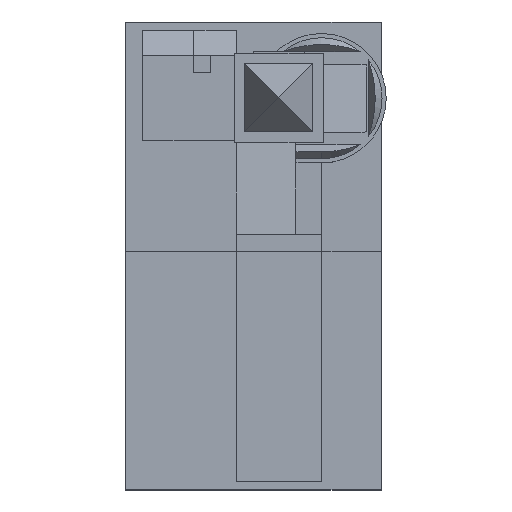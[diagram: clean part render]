
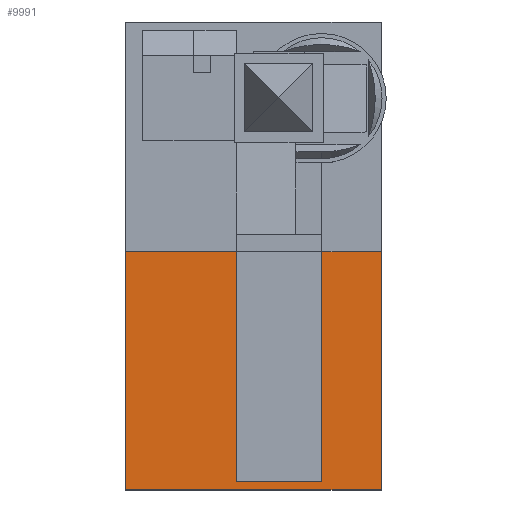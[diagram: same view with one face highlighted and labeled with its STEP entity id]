
A CAD part, top view. The second image highlights one B-rep face of the part: STEP entity #9991.
In plain terms, the highlighted planar face has unit normal (0, 0, 1).
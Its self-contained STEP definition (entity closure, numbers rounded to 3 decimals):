
#96=FACE_BOUND('',#1049,.T.);
#97=FACE_BOUND('',#1050,.T.);
#515=FACE_OUTER_BOUND('',#1048,.T.);
#1048=EDGE_LOOP('',(#8359,#8360,#8361,#8362));
#1049=EDGE_LOOP('',(#8363,#8364,#8365,#8366,#8367,#8368,#8369,#8370,#8371,
#8372,#8373,#8374,#8375));
#1050=EDGE_LOOP('',(#8376,#8377,#8378,#8379,#8380,#8381,#8382,#8383,#8384,
#8385,#8386));
#2135=LINE('',#15156,#3508);
#2142=LINE('',#15170,#3515);
#2144=LINE('',#15175,#3517);
#2148=LINE('',#15184,#3521);
#2152=LINE('',#15192,#3525);
#2155=LINE('',#15198,#3528);
#2158=LINE('',#15204,#3531);
#2161=LINE('',#15210,#3534);
#2164=LINE('',#15217,#3537);
#2168=LINE('',#15225,#3541);
#2171=LINE('',#15231,#3544);
#2174=LINE('',#15238,#3547);
#2180=LINE('',#15249,#3553);
#2190=LINE('',#15270,#3563);
#2191=LINE('',#15271,#3564);
#2194=LINE('',#15277,#3567);
#2195=LINE('',#15278,#3568);
#2196=LINE('',#15280,#3569);
#2197=LINE('',#15281,#3570);
#2198=LINE('',#15283,#3571);
#2199=LINE('',#15285,#3572);
#2200=LINE('',#15287,#3573);
#2201=LINE('',#15288,#3574);
#2202=LINE('',#15290,#3575);
#2203=LINE('',#15292,#3576);
#2204=LINE('',#15293,#3577);
#2205=LINE('',#15295,#3578);
#2206=LINE('',#15296,#3579);
#3508=VECTOR('',#12400,10.);
#3515=VECTOR('',#12411,5.);
#3517=VECTOR('',#12415,5.);
#3521=VECTOR('',#12421,5.);
#3525=VECTOR('',#12427,5.);
#3528=VECTOR('',#12432,5.);
#3531=VECTOR('',#12437,5.);
#3534=VECTOR('',#12442,5.);
#3537=VECTOR('',#12447,5.);
#3541=VECTOR('',#12453,5.);
#3544=VECTOR('',#12458,5.);
#3547=VECTOR('',#12463,5.);
#3553=VECTOR('',#12471,5.);
#3563=VECTOR('',#12485,5.);
#3564=VECTOR('',#12486,5.);
#3567=VECTOR('',#12491,5.);
#3568=VECTOR('',#12492,5.);
#3569=VECTOR('',#12493,5.);
#3570=VECTOR('',#12494,5.);
#3571=VECTOR('',#12495,5.);
#3572=VECTOR('',#12496,5.);
#3573=VECTOR('',#12497,5.);
#3574=VECTOR('',#12498,5.);
#3575=VECTOR('',#12499,5.);
#3576=VECTOR('',#12500,5.);
#3577=VECTOR('',#12501,5.);
#3578=VECTOR('',#12502,5.);
#3579=VECTOR('',#12503,5.);
#4584=VERTEX_POINT('',#15154);
#4585=VERTEX_POINT('',#15155);
#4590=VERTEX_POINT('',#15169);
#4591=VERTEX_POINT('',#15173);
#4592=VERTEX_POINT('',#15174);
#4595=VERTEX_POINT('',#15182);
#4596=VERTEX_POINT('',#15183);
#4599=VERTEX_POINT('',#15191);
#4601=VERTEX_POINT('',#15197);
#4603=VERTEX_POINT('',#15203);
#4605=VERTEX_POINT('',#15209);
#4607=VERTEX_POINT('',#15215);
#4608=VERTEX_POINT('',#15216);
#4611=VERTEX_POINT('',#15224);
#4613=VERTEX_POINT('',#15230);
#4615=VERTEX_POINT('',#15236);
#4616=VERTEX_POINT('',#15237);
#4620=VERTEX_POINT('',#15247);
#4628=VERTEX_POINT('',#15267);
#4629=VERTEX_POINT('',#15269);
#4631=VERTEX_POINT('',#15276);
#4632=VERTEX_POINT('',#15279);
#4633=VERTEX_POINT('',#15282);
#4634=VERTEX_POINT('',#15284);
#4635=VERTEX_POINT('',#15286);
#4636=VERTEX_POINT('',#15289);
#4637=VERTEX_POINT('',#15291);
#4638=VERTEX_POINT('',#15294);
#5867=EDGE_CURVE('',#4584,#4585,#2135,.T.);
#5874=EDGE_CURVE('',#4584,#4590,#2142,.T.);
#5876=EDGE_CURVE('',#4591,#4592,#2144,.T.);
#5880=EDGE_CURVE('',#4595,#4596,#2148,.T.);
#5884=EDGE_CURVE('',#4592,#4599,#2152,.T.);
#5887=EDGE_CURVE('',#4599,#4601,#2155,.T.);
#5890=EDGE_CURVE('',#4601,#4603,#2158,.T.);
#5893=EDGE_CURVE('',#4605,#4595,#2161,.T.);
#5896=EDGE_CURVE('',#4607,#4608,#2164,.T.);
#5900=EDGE_CURVE('',#4608,#4611,#2168,.T.);
#5903=EDGE_CURVE('',#4613,#4607,#2171,.T.);
#5906=EDGE_CURVE('',#4615,#4616,#2174,.T.);
#5912=EDGE_CURVE('',#4596,#4620,#2180,.T.);
#5922=EDGE_CURVE('',#4629,#4628,#2190,.T.);
#5923=EDGE_CURVE('',#4616,#4629,#2191,.T.);
#5926=EDGE_CURVE('',#4631,#4585,#2194,.T.);
#5927=EDGE_CURVE('',#4590,#4631,#2195,.T.);
#5928=EDGE_CURVE('',#4620,#4632,#2196,.T.);
#5929=EDGE_CURVE('',#4632,#4591,#2197,.T.);
#5930=EDGE_CURVE('',#4603,#4633,#2198,.T.);
#5931=EDGE_CURVE('',#4633,#4634,#2199,.T.);
#5932=EDGE_CURVE('',#4634,#4635,#2200,.T.);
#5933=EDGE_CURVE('',#4635,#4605,#2201,.T.);
#5934=EDGE_CURVE('',#4611,#4636,#2202,.T.);
#5935=EDGE_CURVE('',#4636,#4637,#2203,.T.);
#5936=EDGE_CURVE('',#4637,#4615,#2204,.T.);
#5937=EDGE_CURVE('',#4628,#4638,#2205,.T.);
#5938=EDGE_CURVE('',#4638,#4613,#2206,.T.);
#8359=ORIENTED_EDGE('',*,*,#5867,.T.);
#8360=ORIENTED_EDGE('',*,*,#5926,.F.);
#8361=ORIENTED_EDGE('',*,*,#5927,.F.);
#8362=ORIENTED_EDGE('',*,*,#5874,.F.);
#8363=ORIENTED_EDGE('',*,*,#5880,.T.);
#8364=ORIENTED_EDGE('',*,*,#5912,.T.);
#8365=ORIENTED_EDGE('',*,*,#5928,.T.);
#8366=ORIENTED_EDGE('',*,*,#5929,.T.);
#8367=ORIENTED_EDGE('',*,*,#5876,.T.);
#8368=ORIENTED_EDGE('',*,*,#5884,.T.);
#8369=ORIENTED_EDGE('',*,*,#5887,.T.);
#8370=ORIENTED_EDGE('',*,*,#5890,.T.);
#8371=ORIENTED_EDGE('',*,*,#5930,.T.);
#8372=ORIENTED_EDGE('',*,*,#5931,.T.);
#8373=ORIENTED_EDGE('',*,*,#5932,.T.);
#8374=ORIENTED_EDGE('',*,*,#5933,.T.);
#8375=ORIENTED_EDGE('',*,*,#5893,.T.);
#8376=ORIENTED_EDGE('',*,*,#5903,.T.);
#8377=ORIENTED_EDGE('',*,*,#5896,.T.);
#8378=ORIENTED_EDGE('',*,*,#5900,.T.);
#8379=ORIENTED_EDGE('',*,*,#5934,.T.);
#8380=ORIENTED_EDGE('',*,*,#5935,.T.);
#8381=ORIENTED_EDGE('',*,*,#5936,.T.);
#8382=ORIENTED_EDGE('',*,*,#5906,.T.);
#8383=ORIENTED_EDGE('',*,*,#5923,.T.);
#8384=ORIENTED_EDGE('',*,*,#5922,.T.);
#8385=ORIENTED_EDGE('',*,*,#5937,.T.);
#8386=ORIENTED_EDGE('',*,*,#5938,.T.);
#9503=PLANE('',#10534);
#9991=ADVANCED_FACE('',(#515,#96,#97),#9503,.F.);
#10534=AXIS2_PLACEMENT_3D('',#15275,#12489,#12490);
#12400=DIRECTION('',(-1.,0.,0.));
#12411=DIRECTION('',(0.,-1.,0.));
#12415=DIRECTION('',(0.,1.,0.));
#12421=DIRECTION('',(0.,1.,0.));
#12427=DIRECTION('',(1.,0.,0.));
#12432=DIRECTION('',(0.,1.,0.));
#12437=DIRECTION('',(1.,0.,0.));
#12442=DIRECTION('',(-1.,0.,0.));
#12447=DIRECTION('',(0.,-1.,0.));
#12453=DIRECTION('',(1.,0.,0.));
#12458=DIRECTION('',(1.,0.,0.));
#12463=DIRECTION('',(-1.,0.,0.));
#12471=DIRECTION('',(-1.,0.,0.));
#12485=DIRECTION('',(0.,1.,0.));
#12486=DIRECTION('',(0.,1.,0.));
#12489=DIRECTION('center_axis',(0.,0.,-1.));
#12490=DIRECTION('ref_axis',(-1.,0.,0.));
#12491=DIRECTION('',(0.,1.,0.));
#12492=DIRECTION('',(-1.,0.,0.));
#12493=DIRECTION('',(0.,1.,0.));
#12494=DIRECTION('',(1.,0.,0.));
#12495=DIRECTION('',(0.,1.,0.));
#12496=DIRECTION('',(1.,0.,0.));
#12497=DIRECTION('',(0.,-1.,0.));
#12498=DIRECTION('',(0.,-1.,0.));
#12499=DIRECTION('',(0.,-1.,0.));
#12500=DIRECTION('',(0.,-1.,0.));
#12501=DIRECTION('',(0.,-1.,0.));
#12502=DIRECTION('',(1.,0.,0.));
#12503=DIRECTION('',(0.,-1.,0.));
#15154=CARTESIAN_POINT('',(35.,-170.,45.));
#15155=CARTESIAN_POINT('',(-115.,-170.,45.));
#15156=CARTESIAN_POINT('',(-39.241,-170.,45.));
#15169=CARTESIAN_POINT('',(35.,-310.099,45.));
#15170=CARTESIAN_POINT('',(35.,-35.099,45.));
#15173=CARTESIAN_POINT('',(-4.992,-303.999,45.));
#15174=CARTESIAN_POINT('',(-4.992,-303.2,45.));
#15175=CARTESIAN_POINT('',(-4.992,-238.9,45.));
#15182=CARTESIAN_POINT('',(-4.992,-305.2,45.));
#15183=CARTESIAN_POINT('',(-4.992,-305.199,45.));
#15184=CARTESIAN_POINT('',(-4.992,-238.9,45.));
#15191=CARTESIAN_POINT('',(-2.,-303.2,45.));
#15192=CARTESIAN_POINT('',(-22.496,-303.2,45.));
#15197=CARTESIAN_POINT('',(-2.,-300.,45.));
#15198=CARTESIAN_POINT('',(-2.,-237.9,45.));
#15203=CARTESIAN_POINT('',(-1.,-300.,45.));
#15204=CARTESIAN_POINT('',(-21.,-300.,45.));
#15209=CARTESIAN_POINT('',(0.,-305.2,45.));
#15210=CARTESIAN_POINT('',(-20.,-305.2,45.));
#15215=CARTESIAN_POINT('',(-48.,-300.,45.));
#15216=CARTESIAN_POINT('',(-48.,-303.2,45.));
#15217=CARTESIAN_POINT('',(-48.,-236.3,45.));
#15224=CARTESIAN_POINT('',(-45.,-303.2,45.));
#15225=CARTESIAN_POINT('',(-44.,-303.2,45.));
#15230=CARTESIAN_POINT('',(-49.,-300.,45.));
#15231=CARTESIAN_POINT('',(-45.,-300.,45.));
#15236=CARTESIAN_POINT('',(-45.,-305.2,45.));
#15237=CARTESIAN_POINT('',(-50.,-305.2,45.));
#15238=CARTESIAN_POINT('',(-42.5,-305.2,45.));
#15247=CARTESIAN_POINT('',(-5.,-305.199,45.));
#15249=CARTESIAN_POINT('',(-20.,-305.199,45.));
#15267=CARTESIAN_POINT('',(-50.,-299.999,45.));
#15269=CARTESIAN_POINT('',(-50.,-305.199,45.));
#15270=CARTESIAN_POINT('',(-50.,-238.899,45.));
#15271=CARTESIAN_POINT('',(-50.,-238.9,45.));
#15275=CARTESIAN_POINT('Origin',(-40.,-172.599,45.));
#15276=CARTESIAN_POINT('',(-115.,-310.099,45.));
#15277=CARTESIAN_POINT('',(-115.,-310.099,45.));
#15278=CARTESIAN_POINT('',(35.,-310.099,45.));
#15279=CARTESIAN_POINT('',(-5.,-303.999,45.));
#15280=CARTESIAN_POINT('',(-5.,-238.899,45.));
#15281=CARTESIAN_POINT('',(-22.5,-303.999,45.));
#15282=CARTESIAN_POINT('',(-1.,-299.999,45.));
#15283=CARTESIAN_POINT('',(-1.,-238.299,45.));
#15284=CARTESIAN_POINT('',(0.,-299.999,45.));
#15285=CARTESIAN_POINT('',(-20.5,-299.999,45.));
#15286=CARTESIAN_POINT('',(0.,-305.199,45.));
#15287=CARTESIAN_POINT('',(0.,-236.299,45.));
#15288=CARTESIAN_POINT('',(0.,-236.3,45.));
#15289=CARTESIAN_POINT('',(-45.,-303.999,45.));
#15290=CARTESIAN_POINT('',(-45.,-237.9,45.));
#15291=CARTESIAN_POINT('',(-45.,-305.199,45.));
#15292=CARTESIAN_POINT('',(-45.,-238.299,45.));
#15293=CARTESIAN_POINT('',(-45.,-237.9,45.));
#15294=CARTESIAN_POINT('',(-49.,-299.999,45.));
#15295=CARTESIAN_POINT('',(-45.,-299.999,45.));
#15296=CARTESIAN_POINT('',(-49.,-236.299,45.));
